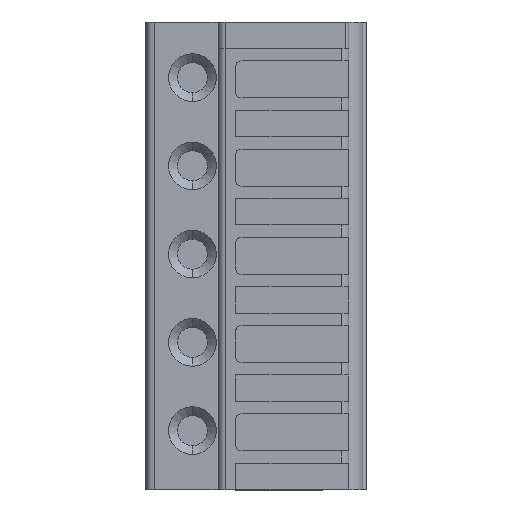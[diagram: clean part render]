
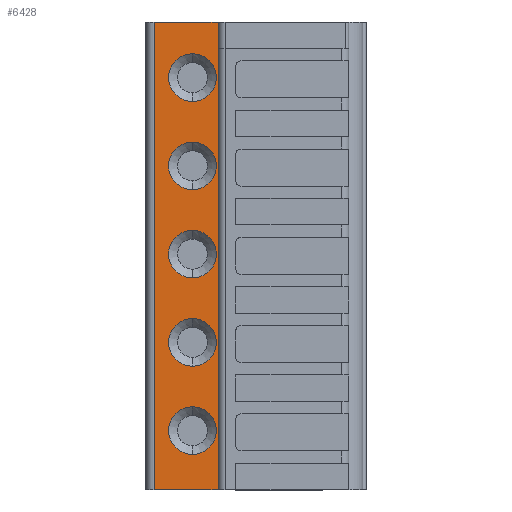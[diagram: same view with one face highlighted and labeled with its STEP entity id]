
A CAD part, top view. The second image highlights one B-rep face of the part: STEP entity #6428.
In plain terms, the highlighted planar face has unit normal (0, 0, 1).
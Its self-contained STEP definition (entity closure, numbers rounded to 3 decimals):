
#41=DIRECTION('',(0.,1.,0.));
#42=VECTOR('',#41,26.5);
#43=CARTESIAN_POINT('',(-2.15,-25.,3.3));
#44=LINE('',#43,#42);
#626=DIRECTION('',(1.,0.,0.));
#627=VECTOR('',#626,3.6);
#628=CARTESIAN_POINT('',(-5.75,1.5,3.3));
#629=LINE('',#628,#627);
#1724=DIRECTION('',(1.,0.,0.));
#1725=VECTOR('',#1724,3.6);
#1726=CARTESIAN_POINT('',(-5.75,-25.,3.3));
#1727=LINE('',#1726,#1725);
#2337=CARTESIAN_POINT('',(-3.6,-1.65,3.3));
#2338=DIRECTION('',(0.,0.,-1.));
#2339=DIRECTION('',(0.,-1.,0.));
#2340=AXIS2_PLACEMENT_3D('',#2337,#2338,#2339);
#2342=CARTESIAN_POINT('',(-3.6,-1.65,3.3));
#2343=DIRECTION('',(0.,0.,-1.));
#2344=DIRECTION('',(0.,1.,0.));
#2345=AXIS2_PLACEMENT_3D('',#2342,#2343,#2344);
#2347=CARTESIAN_POINT('',(-3.6,-6.65,3.3));
#2348=DIRECTION('',(0.,0.,-1.));
#2349=DIRECTION('',(0.,-1.,0.));
#2350=AXIS2_PLACEMENT_3D('',#2347,#2348,#2349);
#2352=CARTESIAN_POINT('',(-3.6,-6.65,3.3));
#2353=DIRECTION('',(0.,0.,-1.));
#2354=DIRECTION('',(0.,1.,0.));
#2355=AXIS2_PLACEMENT_3D('',#2352,#2353,#2354);
#2357=CARTESIAN_POINT('',(-3.6,-11.65,3.3));
#2358=DIRECTION('',(0.,0.,-1.));
#2359=DIRECTION('',(0.,-1.,0.));
#2360=AXIS2_PLACEMENT_3D('',#2357,#2358,#2359);
#2362=CARTESIAN_POINT('',(-3.6,-11.65,3.3));
#2363=DIRECTION('',(0.,0.,-1.));
#2364=DIRECTION('',(0.,1.,0.));
#2365=AXIS2_PLACEMENT_3D('',#2362,#2363,#2364);
#2367=CARTESIAN_POINT('',(-3.6,-16.65,3.3));
#2368=DIRECTION('',(0.,0.,-1.));
#2369=DIRECTION('',(0.,-1.,0.));
#2370=AXIS2_PLACEMENT_3D('',#2367,#2368,#2369);
#2372=CARTESIAN_POINT('',(-3.6,-16.65,3.3));
#2373=DIRECTION('',(0.,0.,-1.));
#2374=DIRECTION('',(0.,1.,0.));
#2375=AXIS2_PLACEMENT_3D('',#2372,#2373,#2374);
#2377=CARTESIAN_POINT('',(-3.6,-21.65,3.3));
#2378=DIRECTION('',(0.,0.,-1.));
#2379=DIRECTION('',(0.,-1.,0.));
#2380=AXIS2_PLACEMENT_3D('',#2377,#2378,#2379);
#2382=CARTESIAN_POINT('',(-3.6,-21.65,3.3));
#2383=DIRECTION('',(0.,0.,-1.));
#2384=DIRECTION('',(0.,1.,0.));
#2385=AXIS2_PLACEMENT_3D('',#2382,#2383,#2384);
#2387=DIRECTION('',(0.,1.,0.));
#2388=VECTOR('',#2387,26.5);
#2389=CARTESIAN_POINT('',(-5.75,-25.,3.3));
#2390=LINE('',#2389,#2388);
#2799=CARTESIAN_POINT('',(-5.75,-25.,3.3));
#2800=VERTEX_POINT('',#2799);
#2801=CARTESIAN_POINT('',(-2.15,-25.,3.3));
#2802=VERTEX_POINT('',#2801);
#3393=CARTESIAN_POINT('',(-3.6,-3.,3.3));
#3394=CARTESIAN_POINT('',(-3.6,-0.3,3.3));
#3395=VERTEX_POINT('',#3393);
#3396=VERTEX_POINT('',#3394);
#3401=CARTESIAN_POINT('',(-3.6,-8.,3.3));
#3402=CARTESIAN_POINT('',(-3.6,-5.3,3.3));
#3403=VERTEX_POINT('',#3401);
#3404=VERTEX_POINT('',#3402);
#3409=CARTESIAN_POINT('',(-3.6,-13.,3.3));
#3410=CARTESIAN_POINT('',(-3.6,-10.3,3.3));
#3411=VERTEX_POINT('',#3409);
#3412=VERTEX_POINT('',#3410);
#3417=CARTESIAN_POINT('',(-3.6,-18.,3.3));
#3418=CARTESIAN_POINT('',(-3.6,-15.3,3.3));
#3419=VERTEX_POINT('',#3417);
#3420=VERTEX_POINT('',#3418);
#3425=CARTESIAN_POINT('',(-3.6,-23.,3.3));
#3426=CARTESIAN_POINT('',(-3.6,-20.3,3.3));
#3427=VERTEX_POINT('',#3425);
#3428=VERTEX_POINT('',#3426);
#3475=CARTESIAN_POINT('',(-5.75,1.5,3.3));
#3476=VERTEX_POINT('',#3475);
#3477=CARTESIAN_POINT('',(-2.15,1.5,3.3));
#3478=VERTEX_POINT('',#3477);
#6387=CARTESIAN_POINT('',(-5.75,0.,3.3));
#6388=DIRECTION('',(0.,0.,1.));
#6389=DIRECTION('',(1.,0.,0.));
#6390=AXIS2_PLACEMENT_3D('',#6387,#6388,#6389);
#6391=PLANE('',#6390);
#6392=ORIENTED_EDGE('',*,*,#6381,.T.);
#6393=ORIENTED_EDGE('',*,*,#4112,.T.);
#6394=ORIENTED_EDGE('',*,*,#3579,.F.);
#6395=ORIENTED_EDGE('',*,*,#5255,.F.);
#6396=EDGE_LOOP('',(#6392,#6393,#6394,#6395));
#6397=FACE_OUTER_BOUND('',#6396,.F.);
#6399=ORIENTED_EDGE('',*,*,#6398,.F.);
#6401=ORIENTED_EDGE('',*,*,#6400,.F.);
#6402=EDGE_LOOP('',(#6399,#6401));
#6403=FACE_BOUND('',#6402,.F.);
#6405=ORIENTED_EDGE('',*,*,#6404,.F.);
#6407=ORIENTED_EDGE('',*,*,#6406,.F.);
#6408=EDGE_LOOP('',(#6405,#6407));
#6409=FACE_BOUND('',#6408,.F.);
#6411=ORIENTED_EDGE('',*,*,#6410,.F.);
#6413=ORIENTED_EDGE('',*,*,#6412,.F.);
#6414=EDGE_LOOP('',(#6411,#6413));
#6415=FACE_BOUND('',#6414,.F.);
#6417=ORIENTED_EDGE('',*,*,#6416,.F.);
#6419=ORIENTED_EDGE('',*,*,#6418,.F.);
#6420=EDGE_LOOP('',(#6417,#6419));
#6421=FACE_BOUND('',#6420,.F.);
#6423=ORIENTED_EDGE('',*,*,#6422,.F.);
#6425=ORIENTED_EDGE('',*,*,#6424,.F.);
#6426=EDGE_LOOP('',(#6423,#6425));
#6427=FACE_BOUND('',#6426,.F.);
#6428=ADVANCED_FACE('',(#6397,#6403,#6409,#6415,#6421,#6427),#6391,.T.);
#2341=CIRCLE('',#2340,1.35);
#2346=CIRCLE('',#2345,1.35);
#2351=CIRCLE('',#2350,1.35);
#2356=CIRCLE('',#2355,1.35);
#2361=CIRCLE('',#2360,1.35);
#2366=CIRCLE('',#2365,1.35);
#2371=CIRCLE('',#2370,1.35);
#2376=CIRCLE('',#2375,1.35);
#2381=CIRCLE('',#2380,1.35);
#2386=CIRCLE('',#2385,1.35);
#3579=EDGE_CURVE('',#2802,#3478,#44,.T.);
#4112=EDGE_CURVE('',#3476,#3478,#629,.T.);
#5255=EDGE_CURVE('',#2800,#2802,#1727,.T.);
#6381=EDGE_CURVE('',#2800,#3476,#2390,.T.);
#6398=EDGE_CURVE('',#3403,#3404,#2351,.T.);
#6400=EDGE_CURVE('',#3404,#3403,#2356,.T.);
#6404=EDGE_CURVE('',#3411,#3412,#2361,.T.);
#6406=EDGE_CURVE('',#3412,#3411,#2366,.T.);
#6410=EDGE_CURVE('',#3419,#3420,#2371,.T.);
#6412=EDGE_CURVE('',#3420,#3419,#2376,.T.);
#6416=EDGE_CURVE('',#3427,#3428,#2381,.T.);
#6418=EDGE_CURVE('',#3428,#3427,#2386,.T.);
#6422=EDGE_CURVE('',#3395,#3396,#2341,.T.);
#6424=EDGE_CURVE('',#3396,#3395,#2346,.T.);
